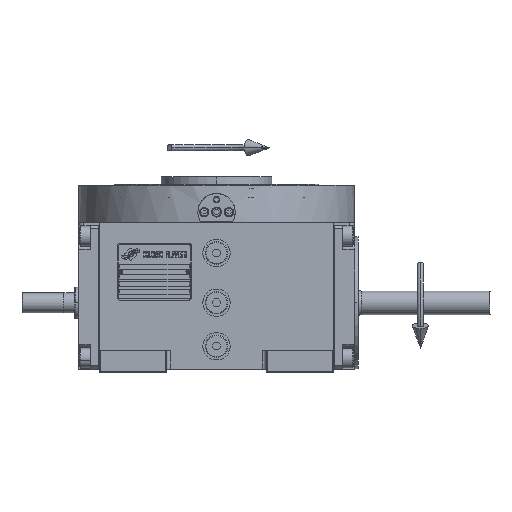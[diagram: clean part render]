
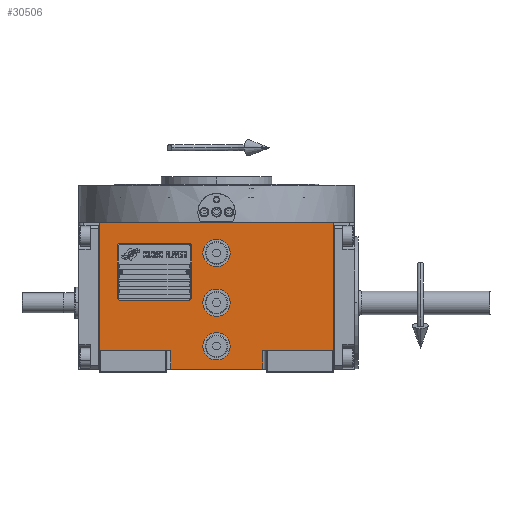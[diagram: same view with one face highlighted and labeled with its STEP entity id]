
A CAD part, top view. The second image highlights one B-rep face of the part: STEP entity #30506.
In plain terms, the highlighted planar face has unit normal (0, 0, 1).
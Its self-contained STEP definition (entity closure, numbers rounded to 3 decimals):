
#355 = CARTESIAN_POINT ( 'NONE',  ( -94.5, -38.5, 163.5 ) ) ;
#426 = ORIENTED_EDGE ( 'NONE', *, *, #51371, .T. ) ;
#832 = ORIENTED_EDGE ( 'NONE', *, *, #24280, .F. ) ;
#1026 = LINE ( 'NONE', #64264, #7250 ) ;
#1344 = DIRECTION ( 'NONE',  ( 0., 1., 0. ) ) ;
#1390 = CARTESIAN_POINT ( 'NONE',  ( -37., -53.5, 163.5 ) ) ;
#1853 = EDGE_LOOP ( 'NONE', ( #48728, #51512 ) ) ;
#2140 = VERTEX_POINT ( 'NONE', #28412 ) ;
#2890 = FACE_BOUND ( 'NONE', #52296, .T. ) ;
#3195 = VERTEX_POINT ( 'NONE', #66223 ) ;
#4534 = AXIS2_PLACEMENT_3D ( 'NONE', #9357, #25490, #61931 ) ;
#5522 = DIRECTION ( 'NONE',  ( 0., 0., 1. ) ) ;
#6229 = CARTESIAN_POINT ( 'NONE',  ( -37., -53.5, 163.5 ) ) ;
#6389 = EDGE_CURVE ( 'NONE', #64696, #49506, #31150, .T. ) ;
#6504 = ORIENTED_EDGE ( 'NONE', *, *, #27086, .F. ) ;
#6661 = CARTESIAN_POINT ( 'NONE',  ( 37., -38.5, 163.5 ) ) ;
#7250 = VECTOR ( 'NONE', #1344, 1000. ) ;
#8056 = VERTEX_POINT ( 'NONE', #63311 ) ;
#8405 = FACE_BOUND ( 'NONE', #1853, .T. ) ;
#9187 = EDGE_CURVE ( 'NONE', #63748, #8056, #37910, .T. ) ;
#9345 = DIRECTION ( 'NONE',  ( 0., 0., 1. ) ) ;
#9357 = CARTESIAN_POINT ( 'NONE',  ( 0., 40., 163.5 ) ) ;
#9518 = CARTESIAN_POINT ( 'NONE',  ( 94.5, 64.5, 163.5 ) ) ;
#12120 = CARTESIAN_POINT ( 'NONE',  ( 0., 0., 163.5 ) ) ;
#12854 = CIRCLE ( 'NONE', #26030, 11. ) ;
#13818 = AXIS2_PLACEMENT_3D ( 'NONE', #44641, #60771, #65293 ) ;
#13906 = CARTESIAN_POINT ( 'NONE',  ( -94.5, 64.5, 163.5 ) ) ;
#14593 = EDGE_CURVE ( 'NONE', #2140, #61376, #1026, .T. ) ;
#14667 = EDGE_CURVE ( 'NONE', #19091, #3195, #45798, .T. ) ;
#17075 = CARTESIAN_POINT ( 'NONE',  ( 37., -38.5, 163.5 ) ) ;
#17374 = LINE ( 'NONE', #39003, #24224 ) ;
#18196 = ORIENTED_EDGE ( 'NONE', *, *, #22416, .T. ) ;
#18620 = VERTEX_POINT ( 'NONE', #6229 ) ;
#19088 = DIRECTION ( 'NONE',  ( 1., 0., 0. ) ) ;
#19091 = VERTEX_POINT ( 'NONE', #38767 ) ;
#19154 = CIRCLE ( 'NONE', #65284, 11. ) ;
#21313 = DIRECTION ( 'NONE',  ( 1., 0., 0. ) ) ;
#22349 = DIRECTION ( 'NONE',  ( 0., 1., 0. ) ) ;
#22396 = DIRECTION ( 'NONE',  ( 0., 0., 1. ) ) ;
#22416 = EDGE_CURVE ( 'NONE', #32047, #32335, #52599, .T. ) ;
#23046 = CARTESIAN_POINT ( 'NONE',  ( -37., -53.5, 163.5 ) ) ;
#23872 = VECTOR ( 'NONE', #53281, 1000. ) ;
#24171 = AXIS2_PLACEMENT_3D ( 'NONE', #62605, #5522, #57072 ) ;
#24224 = VECTOR ( 'NONE', #54124, 1000. ) ;
#24280 = EDGE_CURVE ( 'NONE', #49506, #64696, #12854, .T. ) ;
#25490 = DIRECTION ( 'NONE',  ( 0., 0., 1. ) ) ;
#25846 = CARTESIAN_POINT ( 'NONE',  ( 0., 40., 163.5 ) ) ;
#26030 = AXIS2_PLACEMENT_3D ( 'NONE', #36626, #36977, #57585 ) ;
#27086 = EDGE_CURVE ( 'NONE', #63624, #61376, #66859, .T. ) ;
#28412 = CARTESIAN_POINT ( 'NONE',  ( 94.5, -38.5, 163.5 ) ) ;
#29736 = CIRCLE ( 'NONE', #4534, 11. ) ;
#30506 = ADVANCED_FACE ( 'NONE', ( #33829, #2890, #8405, #38642 ), #54804, .T. ) ;
#30712 = CARTESIAN_POINT ( 'NONE',  ( -11., 40., 163.5 ) ) ;
#31150 = CIRCLE ( 'NONE', #49877, 11. ) ;
#32047 = VERTEX_POINT ( 'NONE', #45258 ) ;
#32335 = VERTEX_POINT ( 'NONE', #44503 ) ;
#32861 = DIRECTION ( 'NONE',  ( 1., 0., 0. ) ) ;
#33381 = DIRECTION ( 'NONE',  ( 1., 0., 0. ) ) ;
#33641 = ORIENTED_EDGE ( 'NONE', *, *, #65408, .T. ) ;
#33829 = FACE_BOUND ( 'NONE', #66459, .T. ) ;
#34191 = CARTESIAN_POINT ( 'NONE',  ( 0., -35., 163.5 ) ) ;
#36626 = CARTESIAN_POINT ( 'NONE',  ( 0., -35., 163.5 ) ) ;
#36977 = DIRECTION ( 'NONE',  ( 0., 0., 1. ) ) ;
#37007 = CARTESIAN_POINT ( 'NONE',  ( -94.5, -38.5, 163.5 ) ) ;
#37377 = LINE ( 'NONE', #17075, #61694 ) ;
#37802 = EDGE_CURVE ( 'NONE', #41432, #54975, #17374, .T. ) ;
#37910 = CIRCLE ( 'NONE', #62067, 11. ) ;
#38642 = FACE_OUTER_BOUND ( 'NONE', #40676, .T. ) ;
#38767 = CARTESIAN_POINT ( 'NONE',  ( -11., 0., 163.5 ) ) ;
#39003 = CARTESIAN_POINT ( 'NONE',  ( 37., -38.5, 163.5 ) ) ;
#39377 = CARTESIAN_POINT ( 'NONE',  ( 11., -35., 163.5 ) ) ;
#40676 = EDGE_LOOP ( 'NONE', ( #33641, #57841, #426, #44468, #6504, #48935, #18196, #51977 ) ) ;
#41018 = CARTESIAN_POINT ( 'NONE',  ( -11., -35., 163.5 ) ) ;
#41432 = VERTEX_POINT ( 'NONE', #6661 ) ;
#41823 = EDGE_CURVE ( 'NONE', #8056, #63748, #29736, .T. ) ;
#44468 = ORIENTED_EDGE ( 'NONE', *, *, #14593, .T. ) ;
#44503 = CARTESIAN_POINT ( 'NONE',  ( -37., -38.5, 163.5 ) ) ;
#44641 = CARTESIAN_POINT ( 'NONE',  ( 0., 0., 163.5 ) ) ;
#45258 = CARTESIAN_POINT ( 'NONE',  ( -94.5, -38.5, 163.5 ) ) ;
#45798 = CIRCLE ( 'NONE', #13818, 11. ) ;
#46469 = DIRECTION ( 'NONE',  ( 0., 0., 1. ) ) ;
#46931 = ORIENTED_EDGE ( 'NONE', *, *, #14667, .F. ) ;
#47080 = VECTOR ( 'NONE', #19088, 1000. ) ;
#48728 = ORIENTED_EDGE ( 'NONE', *, *, #41823, .F. ) ;
#48935 = ORIENTED_EDGE ( 'NONE', *, *, #49327, .F. ) ;
#49171 = LINE ( 'NONE', #23046, #23872 ) ;
#49181 = LINE ( 'NONE', #1390, #67937 ) ;
#49327 = EDGE_CURVE ( 'NONE', #32047, #63624, #58967, .T. ) ;
#49506 = VERTEX_POINT ( 'NONE', #39377 ) ;
#49877 = AXIS2_PLACEMENT_3D ( 'NONE', #34191, #9345, #55150 ) ;
#51371 = EDGE_CURVE ( 'NONE', #41432, #2140, #37377, .T. ) ;
#51512 = ORIENTED_EDGE ( 'NONE', *, *, #9187, .F. ) ;
#51977 = ORIENTED_EDGE ( 'NONE', *, *, #66688, .F. ) ;
#52296 = EDGE_LOOP ( 'NONE', ( #832, #61506 ) ) ;
#52477 = DIRECTION ( 'NONE',  ( 0., 1., 0. ) ) ;
#52599 = LINE ( 'NONE', #355, #56525 ) ;
#53281 = DIRECTION ( 'NONE',  ( 1., 0., 0. ) ) ;
#54124 = DIRECTION ( 'NONE',  ( 0., -1., 0. ) ) ;
#54804 = PLANE ( 'NONE',  #24171 ) ;
#54975 = VERTEX_POINT ( 'NONE', #62465 ) ;
#55150 = DIRECTION ( 'NONE',  ( -1., 0., 0. ) ) ;
#56525 = VECTOR ( 'NONE', #21313, 1000. ) ;
#56896 = VECTOR ( 'NONE', #52477, 1000. ) ;
#57072 = DIRECTION ( 'NONE',  ( 1., 0., 0. ) ) ;
#57585 = DIRECTION ( 'NONE',  ( 1., 0., 0. ) ) ;
#57841 = ORIENTED_EDGE ( 'NONE', *, *, #37802, .F. ) ;
#58686 = EDGE_CURVE ( 'NONE', #3195, #19091, #19154, .T. ) ;
#58967 = LINE ( 'NONE', #37007, #56896 ) ;
#60079 = ORIENTED_EDGE ( 'NONE', *, *, #58686, .F. ) ;
#60771 = DIRECTION ( 'NONE',  ( 0., 0., 1. ) ) ;
#61376 = VERTEX_POINT ( 'NONE', #9518 ) ;
#61506 = ORIENTED_EDGE ( 'NONE', *, *, #6389, .F. ) ;
#61626 = DIRECTION ( 'NONE',  ( -1., 0., 0. ) ) ;
#61694 = VECTOR ( 'NONE', #32861, 1000. ) ;
#61931 = DIRECTION ( 'NONE',  ( 1., 0., 0. ) ) ;
#62067 = AXIS2_PLACEMENT_3D ( 'NONE', #25846, #46469, #61626 ) ;
#62465 = CARTESIAN_POINT ( 'NONE',  ( 37., -53.5, 163.5 ) ) ;
#62605 = CARTESIAN_POINT ( 'NONE',  ( -94.5, -53.5, 163.5 ) ) ;
#63311 = CARTESIAN_POINT ( 'NONE',  ( 11., 40., 163.5 ) ) ;
#63624 = VERTEX_POINT ( 'NONE', #13906 ) ;
#63748 = VERTEX_POINT ( 'NONE', #30712 ) ;
#64264 = CARTESIAN_POINT ( 'NONE',  ( 94.5, -38.5, 163.5 ) ) ;
#64696 = VERTEX_POINT ( 'NONE', #41018 ) ;
#65284 = AXIS2_PLACEMENT_3D ( 'NONE', #12120, #22396, #33381 ) ;
#65293 = DIRECTION ( 'NONE',  ( -1., 0., 0. ) ) ;
#65408 = EDGE_CURVE ( 'NONE', #18620, #54975, #49171, .T. ) ;
#66166 = CARTESIAN_POINT ( 'NONE',  ( -94.5, 64.5, 163.5 ) ) ;
#66223 = CARTESIAN_POINT ( 'NONE',  ( 11., 0., 163.5 ) ) ;
#66459 = EDGE_LOOP ( 'NONE', ( #60079, #46931 ) ) ;
#66688 = EDGE_CURVE ( 'NONE', #18620, #32335, #49181, .T. ) ;
#66859 = LINE ( 'NONE', #66166, #47080 ) ;
#67937 = VECTOR ( 'NONE', #22349, 1000. ) ;
